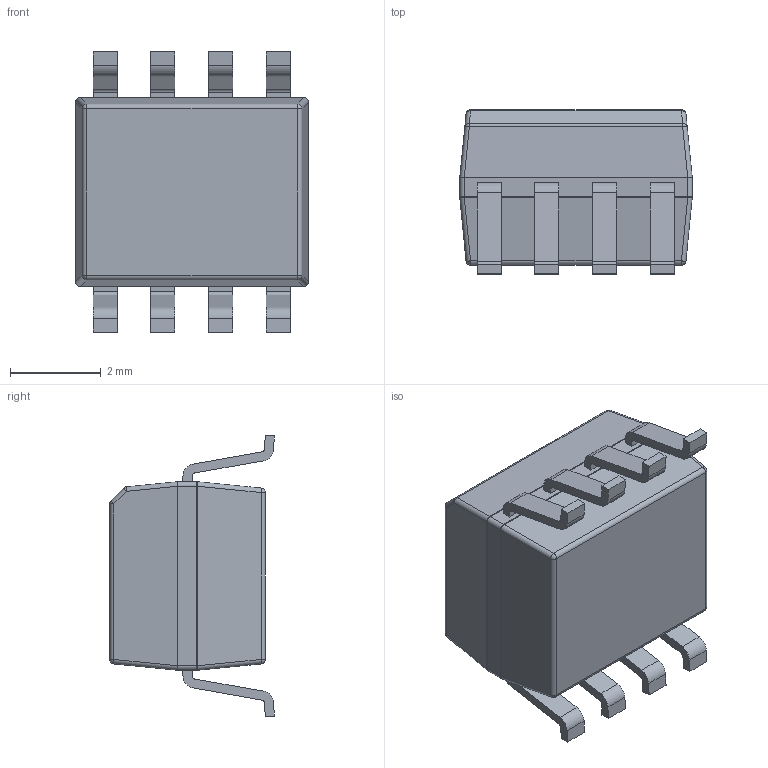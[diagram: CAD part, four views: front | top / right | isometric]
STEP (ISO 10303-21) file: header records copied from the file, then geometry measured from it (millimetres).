
FILE_DESCRIPTION((''),'2;1');
FILE_NAME('SOIC8_P1-27_L5-13_W4-16_H3-63','2020-06-01T',('Dragos'),(''),'PRO/ENGINEER BY PARAMETRIC TECHNOLOGY CORPORATION, 2004440','PRO/ENGINEER BY PARAMETRIC TECHNOLOGY CORPORATION, 2004440','');
FILE_SCHEMA(('AUTOMOTIVE_DESIGN { 1 0 10303 214 1 1 1 1 }'));
Length unit declared in the file: millimetre
Products named in the file (1): SOIC8_P1-27_L5-13_W4-16_H3-63
Bounding box: 5.13 x 3.63 x 6.2 mm (x, y, z)
Volume: 70.8 mm3; surface area: 125.7 mm2
Topology: 1 solids, 1 shells, 391 faces, 1055 edges, 683 vertices
Faces by surface type: plane 308, cylinder 63, sphere 20
Entity records: 16218 total; most frequent: CARTESIAN_POINT 2138, ORIENTED_EDGE 2104, DIRECTION 1963, PRESENTATION_STYLE_ASSIGNMENT 1130, STYLED_ITEM 1055, CURVE_STYLE 1054, EDGE_CURVE 1052, VECTOR 923
